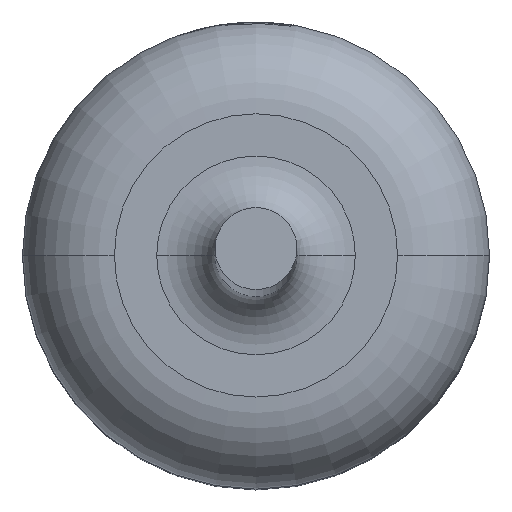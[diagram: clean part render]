
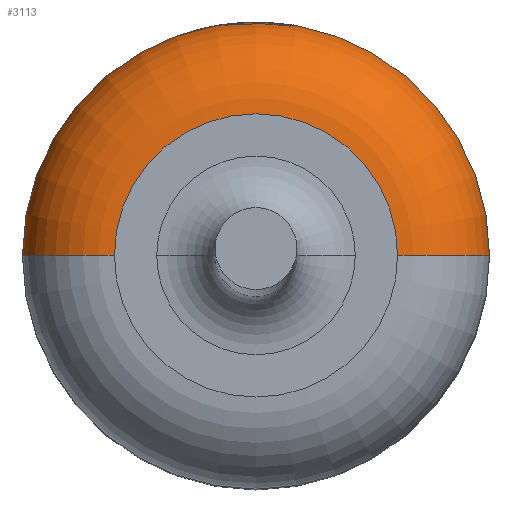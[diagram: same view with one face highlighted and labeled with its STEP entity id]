
A CAD part, top view. The second image highlights one B-rep face of the part: STEP entity #3113.
In plain terms, the highlighted toroidal (fillet/blend) face has major radius 0.925 mm and minor radius 0.6 mm.
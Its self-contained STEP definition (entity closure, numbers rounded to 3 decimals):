
#7 = EDGE_CURVE ( 'NONE', #487, #2460, #858, .T. ) ;
#176 = AXIS2_PLACEMENT_3D ( 'NONE', #3469, #3246, #3220 ) ;
#186 = CARTESIAN_POINT ( 'NONE',  ( 0.925, 0., 2.16 ) ) ;
#209 = CARTESIAN_POINT ( 'NONE',  ( 1.525, 0., 1.56 ) ) ;
#290 = EDGE_CURVE ( 'NONE', #2804, #2750, #2243, .T. ) ;
#487 = VERTEX_POINT ( 'NONE', #2548 ) ;
#528 = ORIENTED_EDGE ( 'NONE', *, *, #7, .T. ) ;
#548 = CARTESIAN_POINT ( 'NONE',  ( 0., 0., 2.16 ) ) ;
#575 = EDGE_LOOP ( 'NONE', ( #2140, #528, #864, #1844 ) ) ;
#687 = CARTESIAN_POINT ( 'NONE',  ( 0.925, 0., 1.56 ) ) ;
#858 = CIRCLE ( 'NONE', #2251, 0.6 ) ;
#864 = ORIENTED_EDGE ( 'NONE', *, *, #2245, .F. ) ;
#1087 = CIRCLE ( 'NONE', #176, 1.525 ) ;
#1220 = DIRECTION ( 'NONE',  ( 0., -1., 0. ) ) ;
#1351 = CARTESIAN_POINT ( 'NONE',  ( -0.925, 0., 2.16 ) ) ;
#1604 = DIRECTION ( 'NONE',  ( -1., 0., 0. ) ) ;
#1749 = DIRECTION ( 'NONE',  ( 0., 0., 1. ) ) ;
#1844 = ORIENTED_EDGE ( 'NONE', *, *, #290, .F. ) ;
#2018 = CARTESIAN_POINT ( 'NONE',  ( 0., 0., 1.56 ) ) ;
#2140 = ORIENTED_EDGE ( 'NONE', *, *, #2835, .F. ) ;
#2186 = DIRECTION ( 'NONE',  ( 1., 0., 0. ) ) ;
#2213 = FACE_OUTER_BOUND ( 'NONE', #575, .T. ) ;
#2243 = CIRCLE ( 'NONE', #3270, 0.6 ) ;
#2245 = EDGE_CURVE ( 'NONE', #2750, #2460, #2940, .T. ) ;
#2251 = AXIS2_PLACEMENT_3D ( 'NONE', #2658, #3191, #1604 ) ;
#2460 = VERTEX_POINT ( 'NONE', #1351 ) ;
#2548 = CARTESIAN_POINT ( 'NONE',  ( -1.525, 0., 1.56 ) ) ;
#2565 = DIRECTION ( 'NONE',  ( 1., 0., 0. ) ) ;
#2658 = CARTESIAN_POINT ( 'NONE',  ( -0.925, 0., 1.56 ) ) ;
#2705 = DIRECTION ( 'NONE',  ( 0., 0., 1. ) ) ;
#2750 = VERTEX_POINT ( 'NONE', #186 ) ;
#2804 = VERTEX_POINT ( 'NONE', #209 ) ;
#2835 = EDGE_CURVE ( 'NONE', #487, #2804, #1087, .T. ) ;
#2940 = CIRCLE ( 'NONE', #3193, 0.925 ) ;
#3093 = DIRECTION ( 'NONE',  ( 0., 0., -1. ) ) ;
#3113 = ADVANCED_FACE ( 'NONE', ( #2213 ), #3397, .T. ) ;
#3191 = DIRECTION ( 'NONE',  ( 0., 1., 0. ) ) ;
#3193 = AXIS2_PLACEMENT_3D ( 'NONE', #548, #2705, #2186 ) ;
#3220 = DIRECTION ( 'NONE',  ( 1., 0., 0. ) ) ;
#3246 = DIRECTION ( 'NONE',  ( 0., 0., -1. ) ) ;
#3262 = AXIS2_PLACEMENT_3D ( 'NONE', #2018, #1749, #2565 ) ;
#3270 = AXIS2_PLACEMENT_3D ( 'NONE', #687, #1220, #3093 ) ;
#3397 = TOROIDAL_SURFACE ( 'NONE', #3262, 0.925, 0.6 ) ;
#3469 = CARTESIAN_POINT ( 'NONE',  ( 0., 0., 1.56 ) ) ;
